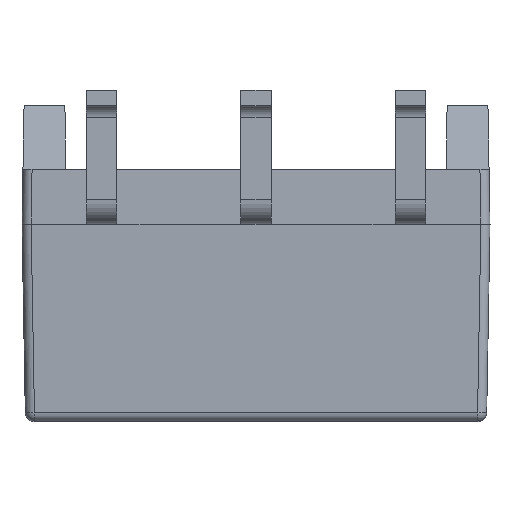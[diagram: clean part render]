
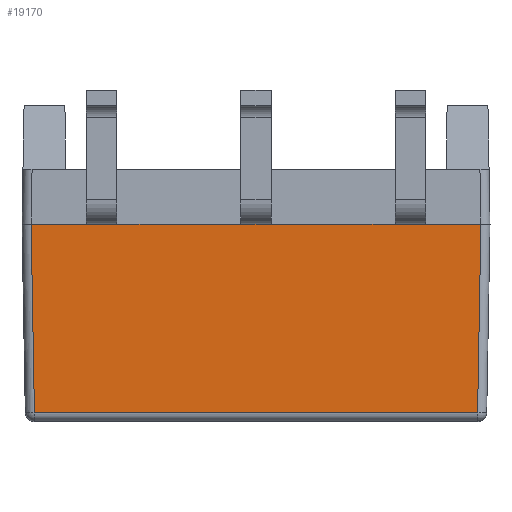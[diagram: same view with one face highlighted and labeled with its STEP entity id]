
A CAD part, front view. The second image highlights one B-rep face of the part: STEP entity #19170.
In plain terms, the highlighted planar face has unit normal (0, -1, -0.018).
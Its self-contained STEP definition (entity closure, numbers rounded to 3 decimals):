
#1584=DIRECTION('',(0.017,0.017,-1.));
#1585=VECTOR('',#1584,3.104);
#1586=CARTESIAN_POINT('',(-3.7,-3.36,2.));
#1587=LINE('',#1586,#1585);
#1588=DIRECTION('',(-1.,0.,0.));
#1589=VECTOR('',#1588,0.91);
#1590=CARTESIAN_POINT('',(-2.79,-3.36,2.));
#1591=LINE('',#1590,#1589);
#1592=DIRECTION('',(-1.,0.,0.));
#1593=VECTOR('',#1592,0.5);
#1594=CARTESIAN_POINT('',(-2.29,-3.36,2.));
#1595=LINE('',#1594,#1593);
#1596=DIRECTION('',(-1.,0.,0.));
#1597=VECTOR('',#1596,2.04);
#1598=CARTESIAN_POINT('',(-0.25,-3.36,2.));
#1599=LINE('',#1598,#1597);
#1600=DIRECTION('',(-1.,0.,0.));
#1601=VECTOR('',#1600,0.5);
#1602=CARTESIAN_POINT('',(0.25,-3.36,2.));
#1603=LINE('',#1602,#1601);
#1604=DIRECTION('',(-1.,0.,0.));
#1605=VECTOR('',#1604,2.04);
#1606=CARTESIAN_POINT('',(2.29,-3.36,2.));
#1607=LINE('',#1606,#1605);
#1608=DIRECTION('',(-1.,0.,0.));
#1609=VECTOR('',#1608,0.5);
#1610=CARTESIAN_POINT('',(2.79,-3.36,2.));
#1611=LINE('',#1610,#1609);
#1612=DIRECTION('',(-1.,0.,0.));
#1613=VECTOR('',#1612,0.91);
#1614=CARTESIAN_POINT('',(3.7,-3.36,2.));
#1615=LINE('',#1614,#1613);
#1616=DIRECTION('',(0.017,-0.017,1.));
#1617=VECTOR('',#1616,3.104);
#1618=CARTESIAN_POINT('',(3.646,-3.306,
-1.103));
#1619=LINE('',#1618,#1617);
#1687=DIRECTION('',(-1.,0.,0.));
#1688=VECTOR('',#1687,7.292);
#1689=CARTESIAN_POINT('',(3.646,-3.306,
-1.103));
#1690=LINE('',#1689,#1688);
#13210=CARTESIAN_POINT('',(2.29,-3.36,2.));
#13211=VERTEX_POINT('',#13210);
#13224=CARTESIAN_POINT('',(2.79,-3.36,2.));
#13225=VERTEX_POINT('',#13224);
#13258=CARTESIAN_POINT('',(-0.25,-3.36,2.));
#13259=VERTEX_POINT('',#13258);
#13272=CARTESIAN_POINT('',(0.25,-3.36,2.));
#13273=VERTEX_POINT('',#13272);
#13306=CARTESIAN_POINT('',(-2.79,-3.36,2.));
#13307=VERTEX_POINT('',#13306);
#13320=CARTESIAN_POINT('',(-2.29,-3.36,2.));
#13321=VERTEX_POINT('',#13320);
#13374=CARTESIAN_POINT('',(3.7,-3.36,2.));
#13375=VERTEX_POINT('',#13374);
#13376=CARTESIAN_POINT('',(-3.7,-3.36,2.));
#13377=VERTEX_POINT('',#13376);
#13394=CARTESIAN_POINT('',(-3.646,-3.306,
-1.103));
#13395=VERTEX_POINT('',#13394);
#13396=CARTESIAN_POINT('',(3.646,-3.306,
-1.103));
#13397=VERTEX_POINT('',#13396);
#19144=CARTESIAN_POINT('',(0.,-3.36,2.));
#19145=DIRECTION('',(0.,-1.,-0.017));
#19146=DIRECTION('',(0.,0.017,-1.));
#19147=AXIS2_PLACEMENT_3D('',#19144,#19145,#19146);
#19148=PLANE('',#19147);
#19150=ORIENTED_EDGE('',*,*,#19149,.F.);
#19152=ORIENTED_EDGE('',*,*,#19151,.F.);
#19154=ORIENTED_EDGE('',*,*,#19153,.F.);
#19156=ORIENTED_EDGE('',*,*,#19155,.F.);
#19158=ORIENTED_EDGE('',*,*,#19157,.F.);
#19160=ORIENTED_EDGE('',*,*,#19159,.F.);
#19162=ORIENTED_EDGE('',*,*,#19161,.F.);
#19164=ORIENTED_EDGE('',*,*,#19163,.F.);
#19165=ORIENTED_EDGE('',*,*,#19134,.F.);
#19167=ORIENTED_EDGE('',*,*,#19166,.T.);
#19168=EDGE_LOOP('',(#19150,#19152,#19154,#19156,#19158,#19160,#19162,#19164,
#19165,#19167));
#19169=FACE_OUTER_BOUND('',#19168,.F.);
#19134=EDGE_CURVE('',#13397,#13375,#1619,.T.);
#19149=EDGE_CURVE('',#13377,#13395,#1587,.T.);
#19151=EDGE_CURVE('',#13307,#13377,#1591,.T.);
#19153=EDGE_CURVE('',#13321,#13307,#1595,.T.);
#19155=EDGE_CURVE('',#13259,#13321,#1599,.T.);
#19157=EDGE_CURVE('',#13273,#13259,#1603,.T.);
#19159=EDGE_CURVE('',#13211,#13273,#1607,.T.);
#19161=EDGE_CURVE('',#13225,#13211,#1611,.T.);
#19163=EDGE_CURVE('',#13375,#13225,#1615,.T.);
#19166=EDGE_CURVE('',#13397,#13395,#1690,.T.);
#19170=ADVANCED_FACE('',(#19169),#19148,.T.);
